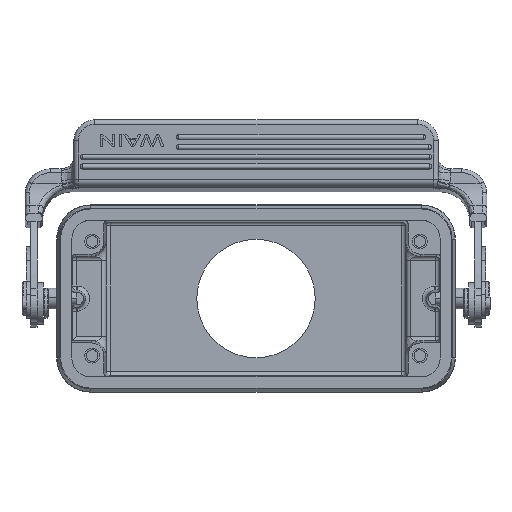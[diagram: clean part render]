
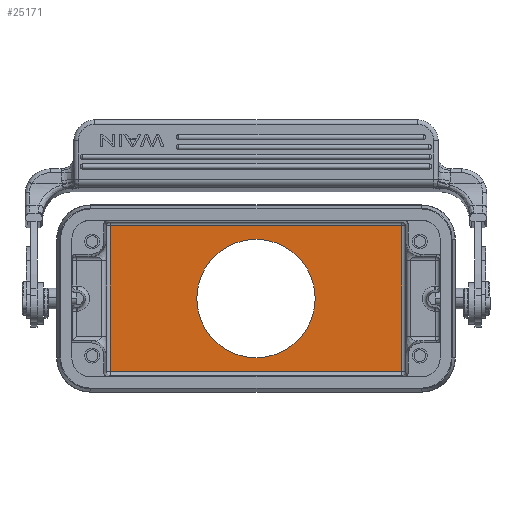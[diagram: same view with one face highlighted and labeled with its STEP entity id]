
A CAD part, front view. The second image highlights one B-rep face of the part: STEP entity #25171.
In plain terms, the highlighted planar face has unit normal (0, -1, 0).
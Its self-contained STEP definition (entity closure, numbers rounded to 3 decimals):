
#5821=CARTESIAN_POINT('',(0.,43.,0.));
#5822=DIRECTION('',(0.,-1.,0.));
#5823=DIRECTION('',(-1.,0.,0.));
#5824=AXIS2_PLACEMENT_3D('',#5821,#5822,#5823);
#5826=CARTESIAN_POINT('',(0.,43.,0.));
#5827=DIRECTION('',(0.,-1.,0.));
#5828=DIRECTION('',(1.,0.,0.));
#5829=AXIS2_PLACEMENT_3D('',#5826,#5827,#5828);
#5835=DIRECTION('',(-1.,0.,0.));
#5836=VECTOR('',#5835,68.89);
#5837=CARTESIAN_POINT('',(34.445,43.,17.222));
#5838=LINE('',#5837,#5836);
#5858=DIRECTION('',(0.,0.,1.));
#5859=VECTOR('',#5858,34.445);
#5860=CARTESIAN_POINT('',(34.445,43.,-17.222));
#5861=LINE('',#5860,#5859);
#7206=DIRECTION('',(0.,0.,-1.));
#7207=VECTOR('',#7206,34.445);
#7208=CARTESIAN_POINT('',(-34.445,43.,17.222));
#7209=LINE('',#7208,#7207);
#7229=DIRECTION('',(1.,0.,0.));
#7230=VECTOR('',#7229,68.89);
#7231=CARTESIAN_POINT('',(-34.445,43.,-17.222));
#7232=LINE('',#7231,#7230);
#14008=CARTESIAN_POINT('',(34.445,43.,17.222));
#14009=CARTESIAN_POINT('',(-34.445,43.,17.222));
#14010=VERTEX_POINT('',#14008);
#14011=VERTEX_POINT('',#14009);
#14012=CARTESIAN_POINT('',(34.445,43.,-17.222));
#14013=VERTEX_POINT('',#14012);
#14014=CARTESIAN_POINT('',(-34.445,43.,-17.222));
#14015=VERTEX_POINT('',#14014);
#16977=CARTESIAN_POINT('',(14.,43.,0.));
#16978=VERTEX_POINT('',#16977);
#16979=CARTESIAN_POINT('',(-14.,43.,0.));
#16980=VERTEX_POINT('',#16979);
#25152=CARTESIAN_POINT('',(45.5,43.,-21.5));
#25153=DIRECTION('',(0.,1.,0.));
#25154=DIRECTION('',(1.,0.,0.));
#25155=AXIS2_PLACEMENT_3D('',#25152,#25153,#25154);
#25156=PLANE('',#25155);
#25158=ORIENTED_EDGE('',*,*,#25157,.F.);
#25160=ORIENTED_EDGE('',*,*,#25159,.F.);
#25162=ORIENTED_EDGE('',*,*,#25161,.F.);
#25164=ORIENTED_EDGE('',*,*,#25163,.F.);
#25165=EDGE_LOOP('',(#25158,#25160,#25162,#25164));
#25166=FACE_OUTER_BOUND('',#25165,.F.);
#25167=ORIENTED_EDGE('',*,*,#25132,.T.);
#25168=ORIENTED_EDGE('',*,*,#25146,.T.);
#25169=EDGE_LOOP('',(#25167,#25168));
#25170=FACE_BOUND('',#25169,.F.);
#25171=ADVANCED_FACE('',(#25166,#25170),#25156,.F.);
#5825=CIRCLE('',#5824,14.);
#5830=CIRCLE('',#5829,14.);
#25132=EDGE_CURVE('',#16980,#16978,#5825,.T.);
#25146=EDGE_CURVE('',#16978,#16980,#5830,.T.);
#25157=EDGE_CURVE('',#14010,#14011,#5838,.T.);
#25159=EDGE_CURVE('',#14013,#14010,#5861,.T.);
#25161=EDGE_CURVE('',#14015,#14013,#7232,.T.);
#25163=EDGE_CURVE('',#14011,#14015,#7209,.T.);
